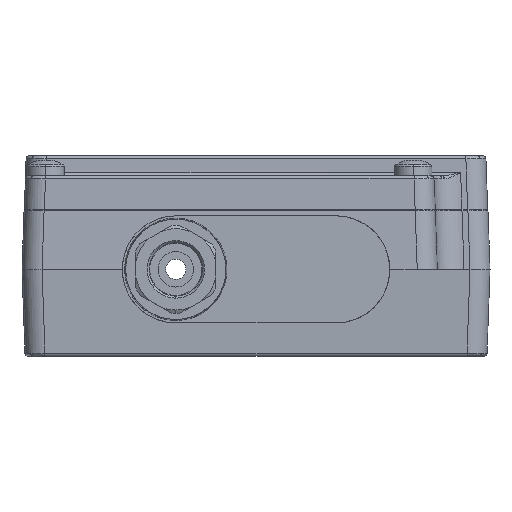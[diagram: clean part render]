
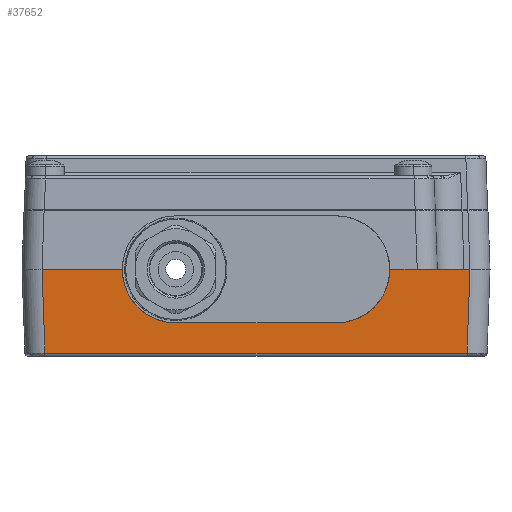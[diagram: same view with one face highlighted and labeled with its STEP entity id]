
A CAD part, left-side view. The second image highlights one B-rep face of the part: STEP entity #37652.
In plain terms, the highlighted planar face has unit normal (-0.999, 0, -0.035).
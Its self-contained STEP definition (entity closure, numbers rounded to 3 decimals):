
#20569 = CARTESIAN_POINT ( 'NONE',  ( -44.5, -20., 0. ) ) ;
#20571 = DIRECTION ( 'NONE',  ( 0., -1., 0. ) ) ;
#20573 = VECTOR ( 'NONE', #20571, 1000. ) ;
#20575 = CARTESIAN_POINT ( 'NONE',  ( -44.5, 35., 0. ) ) ;
#20576 = LINE ( 'NONE', #20575, #20573 ) ;
#20580 = CARTESIAN_POINT ( 'NONE',  ( -44.5, -24.116, 0. ) ) ;
#20581 = DIRECTION ( 'NONE',  ( 0., -1., 0. ) ) ;
#20582 = VECTOR ( 'NONE', #20581, 1000. ) ;
#20583 = CARTESIAN_POINT ( 'NONE',  ( -44.5, 35., 0. ) ) ;
#20584 = LINE ( 'NONE', #20583, #20582 ) ;
#20589 = CARTESIAN_POINT ( 'NONE',  ( -44.5, -32.002, 0. ) ) ;
#20592 = DIRECTION ( 'NONE',  ( -0.035, -0.035, 0.999 ) ) ;
#20593 = VECTOR ( 'NONE', #20592, 1000. ) ;
#20594 = CARTESIAN_POINT ( 'NONE',  ( -44.418, -31.92, -2.334 ) ) ;
#20595 = LINE ( 'NONE', #20594, #20593 ) ;
#21176 = CARTESIAN_POINT ( 'NONE',  ( -44.5, 32.002, 0. ) ) ;
#21177 = DIRECTION ( 'NONE',  ( -0.035, 0., 0.999 ) ) ;
#21178 = FACE_OUTER_BOUND ( 'NONE', #37656, .T. ) ;
#21218 = DIRECTION ( 'NONE',  ( -0.999, 0., -0.035 ) ) ;
#21220 = CARTESIAN_POINT ( 'NONE',  ( -44.5, 35., 0. ) ) ;
#21222 = AXIS2_PLACEMENT_3D ( 'NONE', #21220, #21218, #21177 ) ;
#21224 = PLANE ( 'NONE',  #21222 ) ;
#21317 = DIRECTION ( 'NONE',  ( 0., -1., 0. ) ) ;
#21318 = VECTOR ( 'NONE', #21317, 1000. ) ;
#21320 = CARTESIAN_POINT ( 'NONE',  ( -44.063, -31.548, -12.517 ) ) ;
#21321 = LINE ( 'NONE', #21320, #21318 ) ;
#21327 = CARTESIAN_POINT ( 'NONE',  ( -44.063, 31.565, -12.517 ) ) ;
#21328 = DIRECTION ( 'NONE',  ( 0.035, -0.035, -0.999 ) ) ;
#21329 = VECTOR ( 'NONE', #21328, 1000. ) ;
#21330 = CARTESIAN_POINT ( 'NONE',  ( -44.504, 32.005, 0.104 ) ) ;
#21332 = LINE ( 'NONE', #21330, #21329 ) ;
#22382 = CARTESIAN_POINT ( 'NONE',  ( -44.5, 20., 0. ) ) ;
#22384 = CARTESIAN_POINT ( 'NONE',  ( -44.336, 20., -4.686 ) ) ;
#22386 = CARTESIAN_POINT ( 'NONE',  ( -44.221, 16.686, -8. ) ) ;
#22387 = CARTESIAN_POINT ( 'NONE',  ( -44.221, 12., -8. ) ) ;
#22388 =( BOUNDED_CURVE ( )  B_SPLINE_CURVE ( 3, ( #22387, #22386, #22384, #22382 ),
 .UNSPECIFIED., .F., .T. ) 
 B_SPLINE_CURVE_WITH_KNOTS ( ( 4, 4 ),
 ( 3.142, 4.712 ),
 .UNSPECIFIED. ) 
 CURVE ( )  GEOMETRIC_REPRESENTATION_ITEM ( )  RATIONAL_B_SPLINE_CURVE ( ( 1., 0.805, 0.805, 1. ) ) 
 REPRESENTATION_ITEM ( '' )  );
#22393 = CARTESIAN_POINT ( 'NONE',  ( -44.221, 12., -8. ) ) ;
#22395 = DIRECTION ( 'NONE',  ( 0., 1., 0. ) ) ;
#22397 = VECTOR ( 'NONE', #22395, 1000. ) ;
#22538 = CARTESIAN_POINT ( 'NONE',  ( -44.221, -12., -8. ) ) ;
#22539 = CARTESIAN_POINT ( 'NONE',  ( -44.221, -16.686, -8. ) ) ;
#22540 = CARTESIAN_POINT ( 'NONE',  ( -44.336, -20., -4.686 ) ) ;
#22541 = CARTESIAN_POINT ( 'NONE',  ( -44.5, -20., 0. ) ) ;
#22550 =( BOUNDED_CURVE ( )  B_SPLINE_CURVE ( 3, ( #22541, #22540, #22539, #22538 ),
 .UNSPECIFIED., .F., .T. ) 
 B_SPLINE_CURVE_WITH_KNOTS ( ( 4, 4 ),
 ( 1.571, 3.142 ),
 .UNSPECIFIED. ) 
 CURVE ( )  GEOMETRIC_REPRESENTATION_ITEM ( )  RATIONAL_B_SPLINE_CURVE ( ( 1., 0.805, 0.805, 1. ) ) 
 REPRESENTATION_ITEM ( '' )  );
#22574 = DIRECTION ( 'NONE',  ( 0., -1., 0. ) ) ;
#22575 = VECTOR ( 'NONE', #22574, 1000. ) ;
#22577 = CARTESIAN_POINT ( 'NONE',  ( -44.5, 35., 0. ) ) ;
#22579 = LINE ( 'NONE', #22577, #22575 ) ;
#22584 = CARTESIAN_POINT ( 'NONE',  ( -44.5, 20., 0. ) ) ;
#22654 = CARTESIAN_POINT ( 'NONE',  ( -44.221, 35., -8. ) ) ;
#22706 = LINE ( 'NONE', #22654, #22397 ) ;
#23781 = CARTESIAN_POINT ( 'NONE',  ( -44.221, -12., -8. ) ) ;
#34434 = VERTEX_POINT ( 'NONE', #37823 ) ;
#37572 = EDGE_CURVE ( 'NONE', #34434, #37574, #20595, .T. ) ;
#37574 = VERTEX_POINT ( 'NONE', #20589 ) ;
#37576 = ORIENTED_EDGE ( 'NONE', *, *, #37579, .F. ) ;
#37579 = EDGE_CURVE ( 'NONE', #37582, #37574, #20584, .T. ) ;
#37582 = VERTEX_POINT ( 'NONE', #20580 ) ;
#37584 = ORIENTED_EDGE ( 'NONE', *, *, #37586, .F. ) ;
#37586 = EDGE_CURVE ( 'NONE', #37588, #37582, #20576, .T. ) ;
#37588 = VERTEX_POINT ( 'NONE', #20569 ) ;
#37652 = ADVANCED_FACE ( 'NONE', ( #21178 ), #21224, .T. ) ;
#37656 = EDGE_LOOP ( 'NONE', ( #37658, #37801, #37805, #37576, #37584, #38078, #38084, #37906, #38061 ) ) ;
#37658 = ORIENTED_EDGE ( 'NONE', *, *, #37796, .T. ) ;
#37660 = VERTEX_POINT ( 'NONE', #21176 ) ;
#37796 = EDGE_CURVE ( 'NONE', #37660, #37799, #21332, .T. ) ;
#37799 = VERTEX_POINT ( 'NONE', #21327 ) ;
#37801 = ORIENTED_EDGE ( 'NONE', *, *, #37803, .T. ) ;
#37803 = EDGE_CURVE ( 'NONE', #37799, #34434, #21321, .T. ) ;
#37805 = ORIENTED_EDGE ( 'NONE', *, *, #37572, .T. ) ;
#37823 = CARTESIAN_POINT ( 'NONE',  ( -44.063, -31.565, -12.517 ) ) ;
#37902 = EDGE_CURVE ( 'NONE', #38083, #37905, #22706, .T. ) ;
#37905 = VERTEX_POINT ( 'NONE', #22393 ) ;
#37906 = ORIENTED_EDGE ( 'NONE', *, *, #37907, .T. ) ;
#37907 = EDGE_CURVE ( 'NONE', #37905, #38057, #22388, .T. ) ;
#38057 = VERTEX_POINT ( 'NONE', #22584 ) ;
#38061 = ORIENTED_EDGE ( 'NONE', *, *, #38063, .F. ) ;
#38063 = EDGE_CURVE ( 'NONE', #37660, #38057, #22579, .T. ) ;
#38078 = ORIENTED_EDGE ( 'NONE', *, *, #38080, .T. ) ;
#38080 = EDGE_CURVE ( 'NONE', #37588, #38083, #22550, .T. ) ;
#38083 = VERTEX_POINT ( 'NONE', #23781 ) ;
#38084 = ORIENTED_EDGE ( 'NONE', *, *, #37902, .T. ) ;
